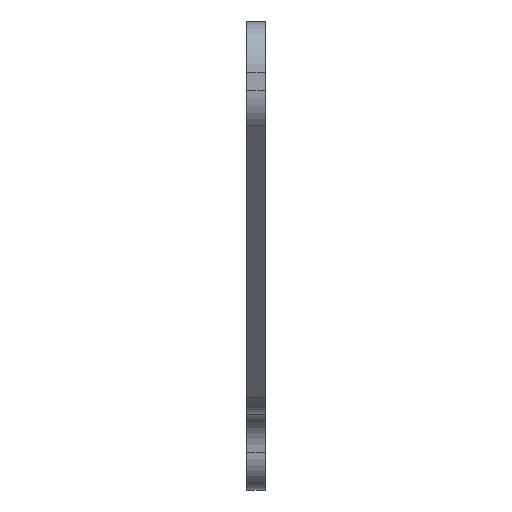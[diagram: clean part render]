
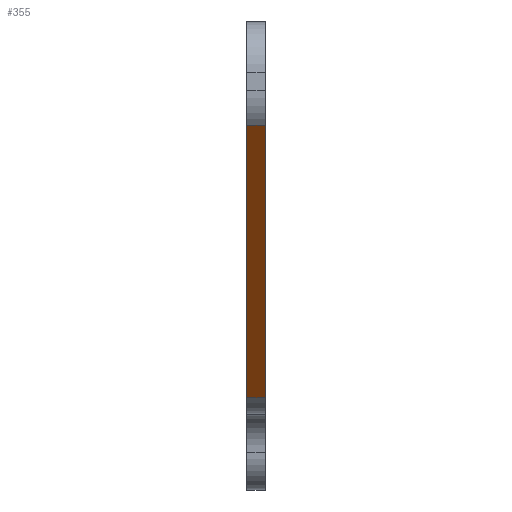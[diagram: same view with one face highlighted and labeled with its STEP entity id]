
A CAD part, left-side view. The second image highlights one B-rep face of the part: STEP entity #355.
In plain terms, the highlighted planar face has unit normal (-0.737, 0, -0.676).
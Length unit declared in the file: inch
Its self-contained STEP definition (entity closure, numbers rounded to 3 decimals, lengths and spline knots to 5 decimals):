
#47 = CARTESIAN_POINT ( 'NONE',  ( 0.13142, 0., -1.01837 ) ) ;
#106 = EDGE_LOOP ( 'NONE', ( #1793, #2120, #4669, #4577 ) ) ;
#185 = CARTESIAN_POINT ( 'NONE',  ( 0.13142, 0.1875, -1.01837 ) ) ;
#238 = DIRECTION ( 'NONE',  ( 0.676, 0., -0.737 ) ) ;
#355 = ADVANCED_FACE ( 'NONE', ( #2171 ), #4526, .F. ) ;
#377 = LINE ( 'NONE', #47, #3582 ) ;
#415 = DIRECTION ( 'NONE',  ( 0., -1., 0. ) ) ;
#609 = VECTOR ( 'NONE', #5774, 39.37008 ) ;
#830 = VERTEX_POINT ( 'NONE', #6357 ) ;
#1627 = VERTEX_POINT ( 'NONE', #185 ) ;
#1699 = EDGE_CURVE ( 'NONE', #830, #3010, #3850, .T. ) ;
#1753 = LINE ( 'NONE', #5284, #4559 ) ;
#1793 = ORIENTED_EDGE ( 'NONE', *, *, #1699, .F. ) ;
#1816 = LINE ( 'NONE', #2796, #609 ) ;
#2002 = VECTOR ( 'NONE', #238, 39.37008 ) ;
#2120 = ORIENTED_EDGE ( 'NONE', *, *, #3529, .T. ) ;
#2171 = FACE_OUTER_BOUND ( 'NONE', #106, .T. ) ;
#2260 = CARTESIAN_POINT ( 'NONE',  ( 0., 0., -0.875 ) ) ;
#2796 = CARTESIAN_POINT ( 'NONE',  ( 0., 0.1875, -0.875 ) ) ;
#3010 = VERTEX_POINT ( 'NONE', #5862 ) ;
#3429 = EDGE_CURVE ( 'NONE', #1627, #5539, #1816, .T. ) ;
#3529 = EDGE_CURVE ( 'NONE', #830, #1627, #377, .T. ) ;
#3531 = DIRECTION ( 'NONE',  ( 0.676, 0., -0.737 ) ) ;
#3582 = VECTOR ( 'NONE', #4539, 39.37008 ) ;
#3850 = LINE ( 'NONE', #2260, #2002 ) ;
#3992 = DIRECTION ( 'NONE',  ( 0.737, 0., 0.676 ) ) ;
#4096 = AXIS2_PLACEMENT_3D ( 'NONE', #5036, #3992, #3531 ) ;
#4526 = PLANE ( 'NONE',  #4096 ) ;
#4539 = DIRECTION ( 'NONE',  ( 0., 1., 0. ) ) ;
#4559 = VECTOR ( 'NONE', #415, 39.37008 ) ;
#4577 = ORIENTED_EDGE ( 'NONE', *, *, #4739, .T. ) ;
#4669 = ORIENTED_EDGE ( 'NONE', *, *, #3429, .T. ) ;
#4739 = EDGE_CURVE ( 'NONE', #5539, #3010, #1753, .T. ) ;
#5036 = CARTESIAN_POINT ( 'NONE',  ( 0., 0., -0.875 ) ) ;
#5193 = CARTESIAN_POINT ( 'NONE',  ( 2.60137, 0.1875, -3.71286 ) ) ;
#5284 = CARTESIAN_POINT ( 'NONE',  ( 2.60137, 0., -3.71286 ) ) ;
#5539 = VERTEX_POINT ( 'NONE', #5193 ) ;
#5774 = DIRECTION ( 'NONE',  ( 0.676, 0., -0.737 ) ) ;
#5862 = CARTESIAN_POINT ( 'NONE',  ( 2.60137, 0., -3.71286 ) ) ;
#6357 = CARTESIAN_POINT ( 'NONE',  ( 0.13142, 0., -1.01837 ) ) ;
